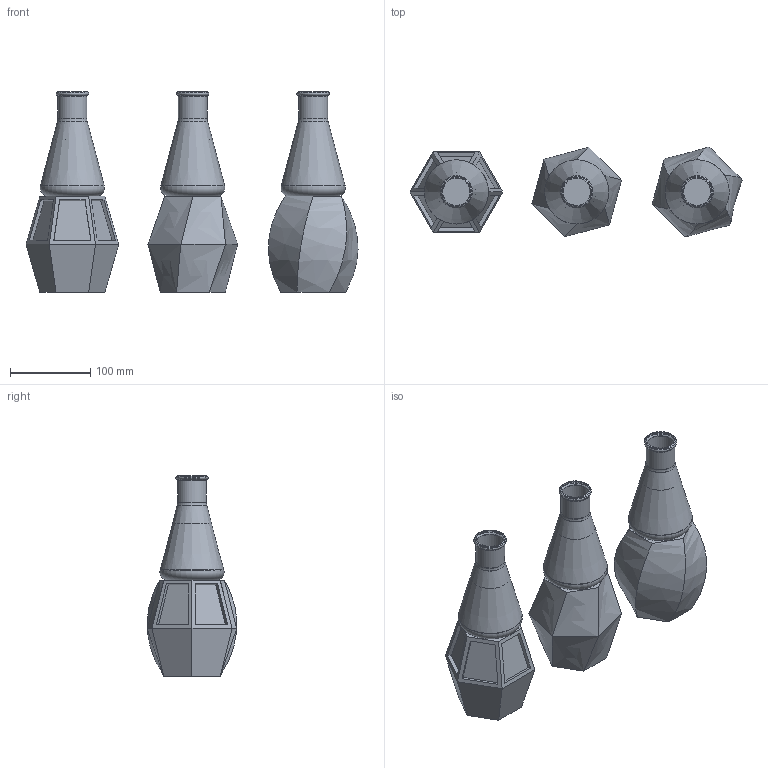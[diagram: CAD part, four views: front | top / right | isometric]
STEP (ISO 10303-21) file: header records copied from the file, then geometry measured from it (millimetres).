
FILE_DESCRIPTION(/* description */ (''),/* implementation_level */ '2;1');
FILE_NAME(/* name */ 'hex vase options v3.step',/* time_stamp */ '2019-08-07T15:00:48+07:00',/* author */ (''),/* organization */ (''),/* preprocessor_version */ 'ST-DEVELOPER v18',/* originating_system */ 'Autodesk Translation Framework v8.2.0.1029',/* authorisation */ '');
FILE_SCHEMA (('AUTOMOTIVE_DESIGN { 1 0 10303 214 3 1 1 }'));
Length unit declared in the file: millimetre
Products named in the file (2): hex vase options; Untitled
Assembly tree (3 placements, depth 2):
  hex vase options
    Untitled  x3
Bounding box: 413.59 x 111.54 x 250 mm (x, y, z)
Volume: 3062354.5 mm3; surface area: 359456 mm2
Topology: 9 solids, 9 shells, 135 faces, 330 edges, 219 vertices
Faces by surface type: plane 60, torus 33, bspline 18, cone 15, cylinder 9
Full cylindrical faces by diameter (mm): 34 x3, 34.667 x3, 36 x3
Entity records: 2866 total; most frequent: CARTESIAN_POINT 741, ORIENTED_EDGE 420, DIRECTION 408, EDGE_CURVE 210, LINE 152, VECTOR 152, VERTEX_POINT 137, AXIS2_PLACEMENT_3D 128
